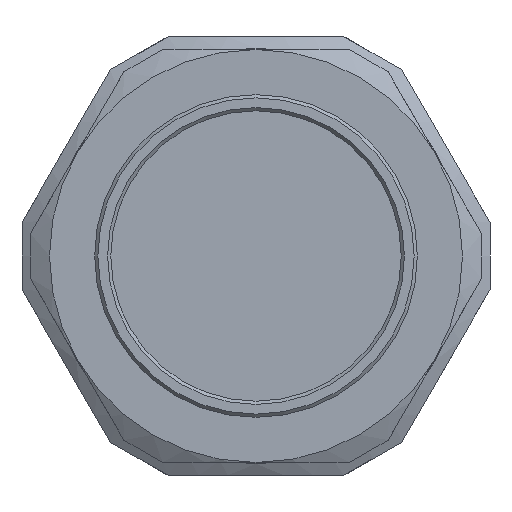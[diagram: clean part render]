
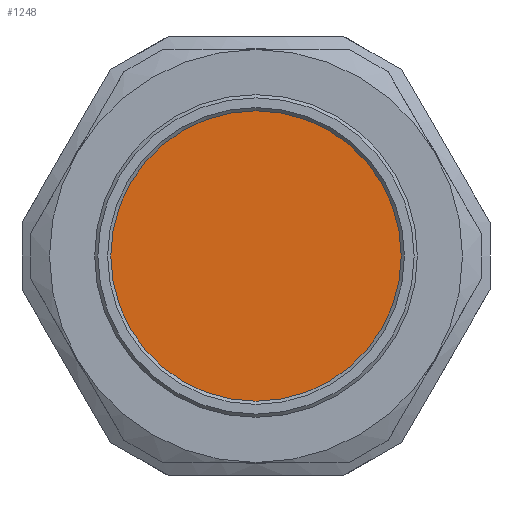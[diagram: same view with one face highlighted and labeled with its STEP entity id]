
A CAD part, front view. The second image highlights one B-rep face of the part: STEP entity #1248.
In plain terms, the highlighted planar face has unit normal (0, -1, 0).
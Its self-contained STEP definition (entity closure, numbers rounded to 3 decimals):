
#267=FACE_OUTER_BOUND('',#350,.T.);
#350=EDGE_LOOP('',(#810));
#439=CIRCLE('',#1357,22.5);
#489=VERTEX_POINT('',#1818);
#613=EDGE_CURVE('',#489,#489,#439,.T.);
#810=ORIENTED_EDGE('',*,*,#613,.T.);
#1203=PLANE('',#1356);
#1248=ADVANCED_FACE('',(#267),#1203,.F.);
#1356=AXIS2_PLACEMENT_3D('',#1817,#1495,#1496);
#1357=AXIS2_PLACEMENT_3D('',#1819,#1497,#1498);
#1495=DIRECTION('center_axis',(0.,1.,0.));
#1496=DIRECTION('ref_axis',(0.,0.,1.));
#1497=DIRECTION('center_axis',(0.,-1.,0.));
#1498=DIRECTION('ref_axis',(-1.,0.,0.));
#1817=CARTESIAN_POINT('Origin',(380.684,109.208,383.4));
#1818=CARTESIAN_POINT('',(403.184,109.208,383.4));
#1819=CARTESIAN_POINT('Origin',(380.684,109.208,383.4));
